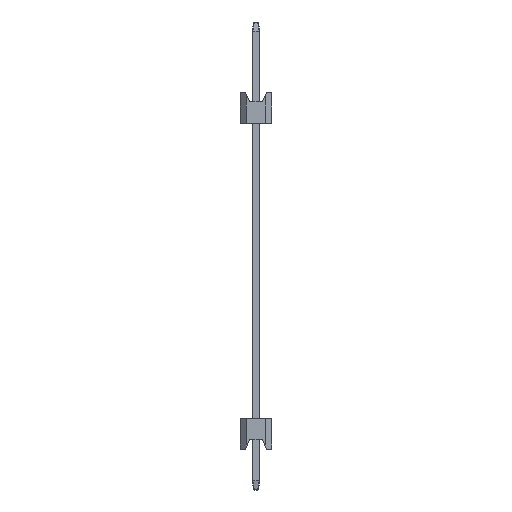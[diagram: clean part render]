
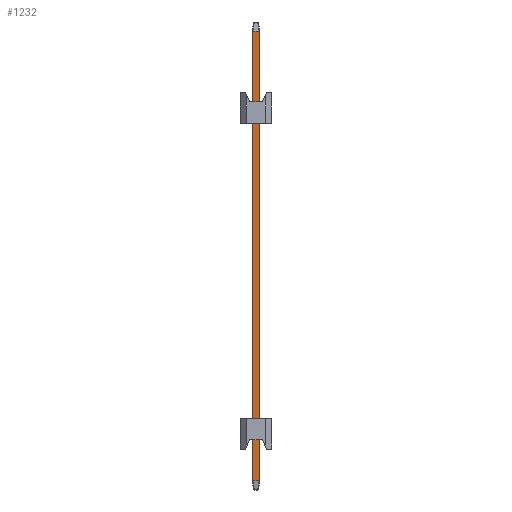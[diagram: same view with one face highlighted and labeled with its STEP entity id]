
A CAD part, left-side view. The second image highlights one B-rep face of the part: STEP entity #1232.
In plain terms, the highlighted planar face has unit normal (-1, 0, 0).
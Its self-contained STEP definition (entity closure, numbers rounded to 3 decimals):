
#162=FACE_OUTER_BOUND('',#226,.T.);
#226=EDGE_LOOP('',(#971,#972,#973,#974,#975,#976,#977,#978));
#277=LINE('',#1806,#433);
#286=LINE('',#1824,#442);
#316=LINE('',#1879,#472);
#329=LINE('',#1906,#485);
#332=LINE('',#1912,#488);
#335=LINE('',#1918,#491);
#351=LINE('',#1945,#507);
#352=LINE('',#1947,#508);
#433=VECTOR('',#1452,10.);
#442=VECTOR('',#1465,10.);
#472=VECTOR('',#1515,10.);
#485=VECTOR('',#1536,10.);
#488=VECTOR('',#1541,10.);
#491=VECTOR('',#1546,10.);
#507=VECTOR('',#1580,10.);
#508=VECTOR('',#1583,10.);
#587=VERTEX_POINT('',#1804);
#588=VERTEX_POINT('',#1805);
#595=VERTEX_POINT('',#1822);
#609=VERTEX_POINT('',#1874);
#617=VERTEX_POINT('',#1898);
#620=VERTEX_POINT('',#1904);
#622=VERTEX_POINT('',#1910);
#624=VERTEX_POINT('',#1916);
#685=EDGE_CURVE('',#587,#588,#277,.T.);
#694=EDGE_CURVE('',#595,#587,#286,.T.);
#724=EDGE_CURVE('',#588,#609,#316,.T.);
#737=EDGE_CURVE('',#620,#617,#329,.T.);
#740=EDGE_CURVE('',#622,#620,#332,.T.);
#743=EDGE_CURVE('',#624,#622,#335,.T.);
#759=EDGE_CURVE('',#617,#595,#351,.T.);
#760=EDGE_CURVE('',#609,#624,#352,.T.);
#971=ORIENTED_EDGE('',*,*,#724,.F.);
#972=ORIENTED_EDGE('',*,*,#685,.F.);
#973=ORIENTED_EDGE('',*,*,#694,.F.);
#974=ORIENTED_EDGE('',*,*,#759,.F.);
#975=ORIENTED_EDGE('',*,*,#737,.F.);
#976=ORIENTED_EDGE('',*,*,#740,.F.);
#977=ORIENTED_EDGE('',*,*,#743,.F.);
#978=ORIENTED_EDGE('',*,*,#760,.F.);
#1168=PLANE('',#1359);
#1232=ADVANCED_FACE('',(#162),#1168,.T.);
#1359=AXIS2_PLACEMENT_3D('',#1946,#1581,#1582);
#1452=DIRECTION('',(0.,0.,-1.));
#1465=DIRECTION('',(0.,-0.371,-0.928));
#1515=DIRECTION('',(0.,0.371,-0.928));
#1536=DIRECTION('',(0.,-0.371,0.928));
#1541=DIRECTION('',(0.,0.,1.));
#1546=DIRECTION('',(0.,0.371,0.928));
#1580=DIRECTION('',(0.,-1.,0.));
#1581=DIRECTION('center_axis',(-1.,0.,0.));
#1582=DIRECTION('ref_axis',(0.,-1.,0.));
#1583=DIRECTION('',(0.,1.,0.));
#1804=CARTESIAN_POINT('',(-0.32,-0.27,33.748));
#1805=CARTESIAN_POINT('',(-0.32,-0.27,-2.548));
#1806=CARTESIAN_POINT('',(-0.32,-0.27,0.));
#1822=CARTESIAN_POINT('',(-0.32,-0.269,33.75));
#1824=CARTESIAN_POINT('',(-0.32,-5.973,19.491));
#1874=CARTESIAN_POINT('',(-0.32,-0.269,-2.55));
#1879=CARTESIAN_POINT('',(-0.32,-0.593,-1.739));
#1898=CARTESIAN_POINT('',(-0.32,0.269,33.75));
#1904=CARTESIAN_POINT('',(-0.32,0.27,33.748));
#1906=CARTESIAN_POINT('',(-0.32,6.017,19.381));
#1910=CARTESIAN_POINT('',(-0.32,0.27,-2.548));
#1912=CARTESIAN_POINT('',(-0.32,0.27,0.));
#1916=CARTESIAN_POINT('',(-0.32,0.269,-2.55));
#1918=CARTESIAN_POINT('',(-0.32,0.637,-1.629));
#1945=CARTESIAN_POINT('',(-0.32,0.16,33.75));
#1946=CARTESIAN_POINT('Origin',(-0.32,0.32,0.));
#1947=CARTESIAN_POINT('',(-0.32,0.16,-2.55));
